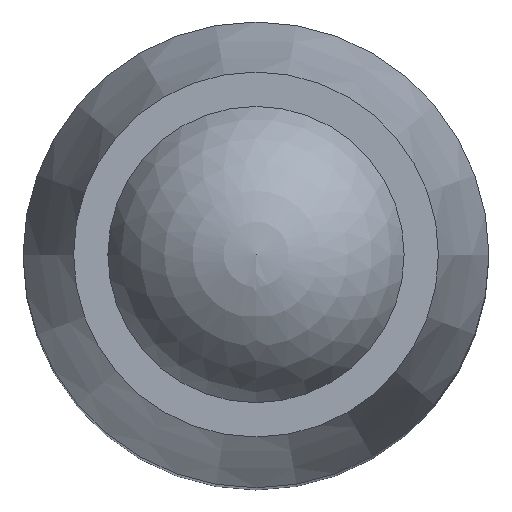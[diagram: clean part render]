
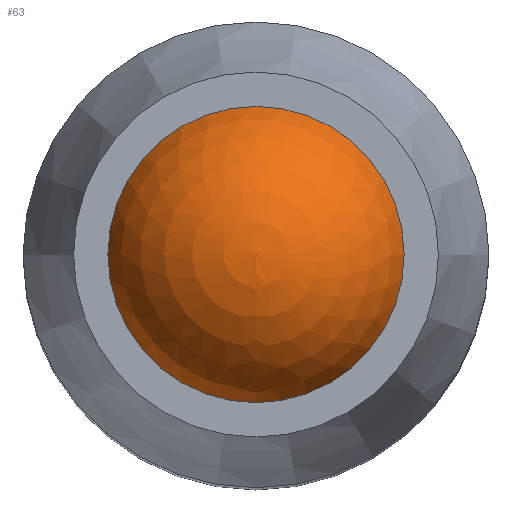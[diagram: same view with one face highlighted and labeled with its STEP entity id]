
A CAD part, top view. The second image highlights one B-rep face of the part: STEP entity #63.
In plain terms, the highlighted spherical face has radius 2 mm.
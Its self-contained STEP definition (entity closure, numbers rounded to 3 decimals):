
#63 = ADVANCED_FACE( '', ( #130, #131 ), #132, .T. );
#130 = FACE_BOUND( '', #201, .T. );
#131 = FACE_OUTER_BOUND( '', #202, .T. );
#132 = SPHERICAL_SURFACE( '', #203, 2. );
#201 = VERTEX_LOOP( '', #310 );
#202 = EDGE_LOOP( '', ( #311 ) );
#203 = AXIS2_PLACEMENT_3D( '', #312, #313, #314 );
#310 = VERTEX_POINT( '', #420 );
#311 = ORIENTED_EDGE( '', *, *, #398, .T. );
#312 = CARTESIAN_POINT( '', ( 0., 0., 18.8 ) );
#313 = DIRECTION( '', ( 0., 0., 1. ) );
#314 = DIRECTION( '', ( 0., -1., 0. ) );
#398 = EDGE_CURVE( '', #467, #467, #468, .T. );
#420 = CARTESIAN_POINT( '', ( 0., 0., 20.8 ) );
#467 = VERTEX_POINT( '', #556 );
#468 = CIRCLE( '', #557, 1.908 );
#556 = CARTESIAN_POINT( '', ( 1.908, 0., 19.4 ) );
#557 = AXIS2_PLACEMENT_3D( '', #630, #631, #632 );
#630 = CARTESIAN_POINT( '', ( 0., 0., 19.4 ) );
#631 = DIRECTION( '', ( 0., 0., 1. ) );
#632 = DIRECTION( '', ( 1., 0., 0. ) );
